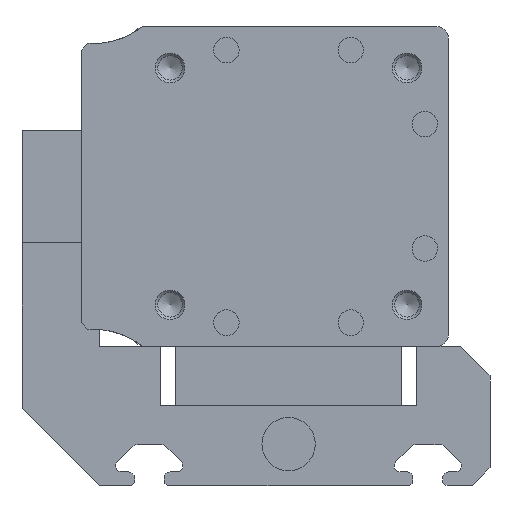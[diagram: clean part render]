
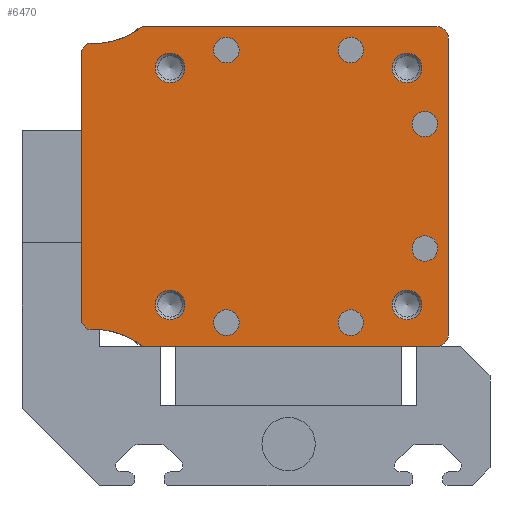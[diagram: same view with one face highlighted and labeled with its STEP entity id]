
A CAD part, left-side view. The second image highlights one B-rep face of the part: STEP entity #6470.
In plain terms, the highlighted planar face has unit normal (-1, 0, 0).
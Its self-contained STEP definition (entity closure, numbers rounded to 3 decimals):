
#372=LINE('',#10309,#941);
#374=LINE('',#10313,#943);
#376=LINE('',#10317,#945);
#389=LINE('',#10349,#958);
#407=LINE('',#10384,#976);
#424=LINE('',#10421,#993);
#941=VECTOR('',#8153,1000.);
#943=VECTOR('',#8157,1000.);
#945=VECTOR('',#8161,1000.);
#958=VECTOR('',#8186,1000.);
#976=VECTOR('',#8210,1000.);
#993=VECTOR('',#8237,1000.);
#1700=ORIENTED_EDGE('',*,*,#3491,.T.);
#1701=ORIENTED_EDGE('',*,*,#3492,.T.);
#1702=ORIENTED_EDGE('',*,*,#3493,.F.);
#1703=ORIENTED_EDGE('',*,*,#3494,.F.);
#1704=ORIENTED_EDGE('',*,*,#3495,.F.);
#1705=ORIENTED_EDGE('',*,*,#3496,.F.);
#1706=ORIENTED_EDGE('',*,*,#3497,.F.);
#1707=ORIENTED_EDGE('',*,*,#3498,.F.);
#1708=ORIENTED_EDGE('',*,*,#3499,.T.);
#1709=ORIENTED_EDGE('',*,*,#3500,.T.);
#1710=ORIENTED_EDGE('',*,*,#3420,.T.);
#1711=ORIENTED_EDGE('',*,*,#3424,.F.);
#1712=ORIENTED_EDGE('',*,*,#3426,.F.);
#1713=ORIENTED_EDGE('',*,*,#3428,.F.);
#1714=ORIENTED_EDGE('',*,*,#3430,.T.);
#1715=ORIENTED_EDGE('',*,*,#3445,.F.);
#1716=ORIENTED_EDGE('',*,*,#3452,.F.);
#1717=ORIENTED_EDGE('',*,*,#3464,.F.);
#1718=ORIENTED_EDGE('',*,*,#3471,.F.);
#1719=ORIENTED_EDGE('',*,*,#3484,.F.);
#3420=EDGE_CURVE('',#4328,#4329,#4876,.T.);
#3424=EDGE_CURVE('',#4330,#4329,#372,.T.);
#3426=EDGE_CURVE('',#4331,#4330,#374,.T.);
#3428=EDGE_CURVE('',#4332,#4331,#376,.T.);
#3430=EDGE_CURVE('',#4332,#4333,#4878,.T.);
#3445=EDGE_CURVE('',#4344,#4333,#389,.T.);
#3452=EDGE_CURVE('',#4349,#4344,#4882,.T.);
#3464=EDGE_CURVE('',#4358,#4349,#407,.T.);
#3471=EDGE_CURVE('',#4363,#4358,#4883,.T.);
#3484=EDGE_CURVE('',#4328,#4363,#424,.T.);
#3491=EDGE_CURVE('',#4378,#4378,#4886,.T.);
#3492=EDGE_CURVE('',#4379,#4379,#4887,.T.);
#3493=EDGE_CURVE('',#4380,#4380,#4888,.F.);
#3494=EDGE_CURVE('',#4381,#4381,#4889,.F.);
#3495=EDGE_CURVE('',#4382,#4382,#4890,.F.);
#3496=EDGE_CURVE('',#4383,#4383,#4891,.F.);
#3497=EDGE_CURVE('',#4384,#4384,#4892,.F.);
#3498=EDGE_CURVE('',#4385,#4385,#4893,.F.);
#3499=EDGE_CURVE('',#4386,#4386,#4894,.T.);
#3500=EDGE_CURVE('',#4387,#4387,#4895,.T.);
#4328=VERTEX_POINT('',#10303);
#4329=VERTEX_POINT('',#10304);
#4330=VERTEX_POINT('',#10310);
#4331=VERTEX_POINT('',#10314);
#4332=VERTEX_POINT('',#10318);
#4333=VERTEX_POINT('',#10322);
#4344=VERTEX_POINT('',#10348);
#4349=VERTEX_POINT('',#10362);
#4358=VERTEX_POINT('',#10383);
#4363=VERTEX_POINT('',#10397);
#4378=VERTEX_POINT('',#10434);
#4379=VERTEX_POINT('',#10436);
#4380=VERTEX_POINT('',#10438);
#4381=VERTEX_POINT('',#10440);
#4382=VERTEX_POINT('',#10442);
#4383=VERTEX_POINT('',#10444);
#4384=VERTEX_POINT('',#10446);
#4385=VERTEX_POINT('',#10448);
#4386=VERTEX_POINT('',#10450);
#4387=VERTEX_POINT('',#10452);
#4876=CIRCLE('',#7178,13.5);
#4878=CIRCLE('',#7184,13.5);
#4882=CIRCLE('',#7190,2.);
#4883=CIRCLE('',#7193,2.);
#4886=CIRCLE('',#7198,2.5);
#4887=CIRCLE('',#7199,2.5);
#4888=CIRCLE('',#7200,2.15);
#4889=CIRCLE('',#7201,2.15);
#4890=CIRCLE('',#7202,2.15);
#4891=CIRCLE('',#7203,2.15);
#4892=CIRCLE('',#7204,2.15);
#4893=CIRCLE('',#7205,2.15);
#4894=CIRCLE('',#7206,2.5);
#4895=CIRCLE('',#7207,2.5);
#5169=EDGE_LOOP('',(#1700));
#5170=EDGE_LOOP('',(#1701));
#5171=EDGE_LOOP('',(#1702));
#5172=EDGE_LOOP('',(#1703));
#5173=EDGE_LOOP('',(#1704));
#5174=EDGE_LOOP('',(#1705));
#5175=EDGE_LOOP('',(#1706));
#5176=EDGE_LOOP('',(#1707));
#5177=EDGE_LOOP('',(#1708));
#5178=EDGE_LOOP('',(#1709));
#5179=EDGE_LOOP('',(#1710,#1711,#1712,#1713,#1714,#1715,#1716,#1717,#1718,
#1719));
#5706=FACE_BOUND('',#5169,.T.);
#5707=FACE_BOUND('',#5170,.T.);
#5708=FACE_BOUND('',#5171,.T.);
#5709=FACE_BOUND('',#5172,.T.);
#5710=FACE_BOUND('',#5173,.T.);
#5711=FACE_BOUND('',#5174,.T.);
#5712=FACE_BOUND('',#5175,.T.);
#5713=FACE_BOUND('',#5176,.T.);
#5714=FACE_BOUND('',#5177,.T.);
#5715=FACE_BOUND('',#5178,.T.);
#5716=FACE_BOUND('',#5179,.T.);
#6242=PLANE('',#7197);
#6470=ADVANCED_FACE('',(#5706,#5707,#5708,#5709,#5710,#5711,#5712,#5713,
#5714,#5715,#5716),#6242,.F.);
#7178=AXIS2_PLACEMENT_3D('',#10302,#8145,#8146);
#7184=AXIS2_PLACEMENT_3D('',#10321,#8165,#8166);
#7190=AXIS2_PLACEMENT_3D('',#10361,#8195,#8196);
#7193=AXIS2_PLACEMENT_3D('',#10396,#8219,#8220);
#7197=AXIS2_PLACEMENT_3D('',#10432,#8244,#8245);
#7198=AXIS2_PLACEMENT_3D('',#10433,#8246,#8247);
#7199=AXIS2_PLACEMENT_3D('',#10435,#8248,#8249);
#7200=AXIS2_PLACEMENT_3D('',#10437,#8250,#8251);
#7201=AXIS2_PLACEMENT_3D('',#10439,#8252,#8253);
#7202=AXIS2_PLACEMENT_3D('',#10441,#8254,#8255);
#7203=AXIS2_PLACEMENT_3D('',#10443,#8256,#8257);
#7204=AXIS2_PLACEMENT_3D('',#10445,#8258,#8259);
#7205=AXIS2_PLACEMENT_3D('',#10447,#8260,#8261);
#7206=AXIS2_PLACEMENT_3D('',#10449,#8262,#8263);
#7207=AXIS2_PLACEMENT_3D('',#10451,#8264,#8265);
#8145=DIRECTION('',(1.,0.,0.));
#8146=DIRECTION('',(0.,0.,-1.));
#8153=DIRECTION('',(0.,-0.707,0.707));
#8157=DIRECTION('',(0.,0.,1.));
#8161=DIRECTION('',(0.,0.707,0.707));
#8165=DIRECTION('',(1.,0.,0.));
#8166=DIRECTION('',(0.,0.,-1.));
#8186=DIRECTION('',(0.,1.,0.));
#8195=DIRECTION('',(1.,0.,0.));
#8196=DIRECTION('',(0.,0.,-1.));
#8210=DIRECTION('',(0.,0.,-1.));
#8219=DIRECTION('',(1.,0.,0.));
#8220=DIRECTION('',(0.,0.,-1.));
#8237=DIRECTION('',(0.,-1.,0.));
#8244=DIRECTION('',(1.,0.,0.));
#8245=DIRECTION('',(0.,0.,-1.));
#8246=DIRECTION('',(1.,0.,0.));
#8247=DIRECTION('',(0.,0.,-1.));
#8248=DIRECTION('',(1.,0.,0.));
#8249=DIRECTION('',(0.,0.,-1.));
#8250=DIRECTION('',(1.,0.,0.));
#8251=DIRECTION('',(0.,0.,-1.));
#8252=DIRECTION('',(1.,0.,0.));
#8253=DIRECTION('',(0.,0.,-1.));
#8254=DIRECTION('',(1.,0.,0.));
#8255=DIRECTION('',(0.,0.,-1.));
#8256=DIRECTION('',(1.,0.,0.));
#8257=DIRECTION('',(0.,0.,-1.));
#8258=DIRECTION('',(1.,0.,0.));
#8259=DIRECTION('',(0.,0.,-1.));
#8260=DIRECTION('',(1.,0.,0.));
#8261=DIRECTION('',(0.,0.,-1.));
#8262=DIRECTION('',(1.,0.,0.));
#8263=DIRECTION('',(0.,0.,-1.));
#8264=DIRECTION('',(1.,0.,0.));
#8265=DIRECTION('',(0.,0.,-1.));
#10302=CARTESIAN_POINT('',(0.,60.,37.6));
#10303=CARTESIAN_POINT('',(0.,51.64,27.));
#10304=CARTESIAN_POINT('',(0.,60.872,24.128));
#10309=CARTESIAN_POINT('',(0.,62.,23.));
#10310=CARTESIAN_POINT('',(0.,62.,23.));
#10313=CARTESIAN_POINT('',(0.,62.,-23.));
#10314=CARTESIAN_POINT('',(0.,62.,-23.));
#10317=CARTESIAN_POINT('',(0.,60.872,-24.128));
#10318=CARTESIAN_POINT('',(0.,60.872,-24.128));
#10321=CARTESIAN_POINT('',(0.,60.,-37.6));
#10322=CARTESIAN_POINT('',(0.,51.64,-27.));
#10348=CARTESIAN_POINT('',(0.,2.,-27.));
#10349=CARTESIAN_POINT('',(0.,2.,-27.));
#10361=CARTESIAN_POINT('',(0.,2.,-25.));
#10362=CARTESIAN_POINT('',(0.,0.,-25.));
#10383=CARTESIAN_POINT('',(0.,0.,25.));
#10384=CARTESIAN_POINT('',(0.,0.,25.));
#10396=CARTESIAN_POINT('',(0.,2.,25.));
#10397=CARTESIAN_POINT('',(0.,2.,27.));
#10421=CARTESIAN_POINT('',(0.,51.64,27.));
#10432=CARTESIAN_POINT('',(0.,60.,37.6));
#10433=CARTESIAN_POINT('',(0.,7.,-20.));
#10434=CARTESIAN_POINT('',(0.,7.,-22.5));
#10435=CARTESIAN_POINT('',(0.,47.,20.));
#10436=CARTESIAN_POINT('',(0.,47.,17.5));
#10437=CARTESIAN_POINT('',(0.,4.,-10.5));
#10438=CARTESIAN_POINT('',(0.,4.,-12.65));
#10439=CARTESIAN_POINT('',(0.,4.,10.5));
#10440=CARTESIAN_POINT('',(0.,4.,8.35));
#10441=CARTESIAN_POINT('',(0.,16.5,-23.));
#10442=CARTESIAN_POINT('',(0.,16.5,-25.15));
#10443=CARTESIAN_POINT('',(0.,37.5,-23.));
#10444=CARTESIAN_POINT('',(0.,37.5,-25.15));
#10445=CARTESIAN_POINT('',(0.,16.5,23.));
#10446=CARTESIAN_POINT('',(0.,16.5,20.85));
#10447=CARTESIAN_POINT('',(0.,37.5,23.));
#10448=CARTESIAN_POINT('',(0.,37.5,20.85));
#10449=CARTESIAN_POINT('',(0.,47.,-20.));
#10450=CARTESIAN_POINT('',(0.,47.,-22.5));
#10451=CARTESIAN_POINT('',(0.,7.,20.));
#10452=CARTESIAN_POINT('',(0.,7.,17.5));
